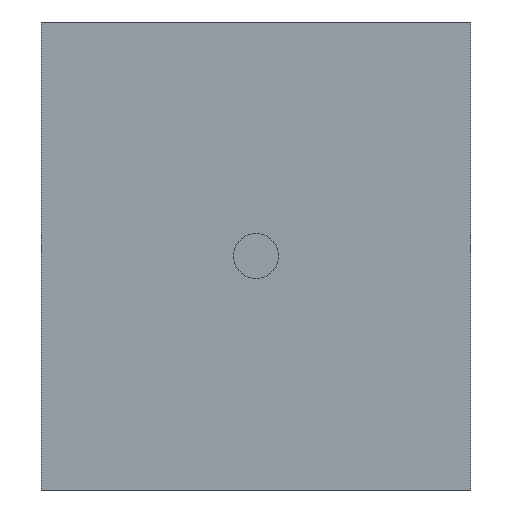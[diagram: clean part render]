
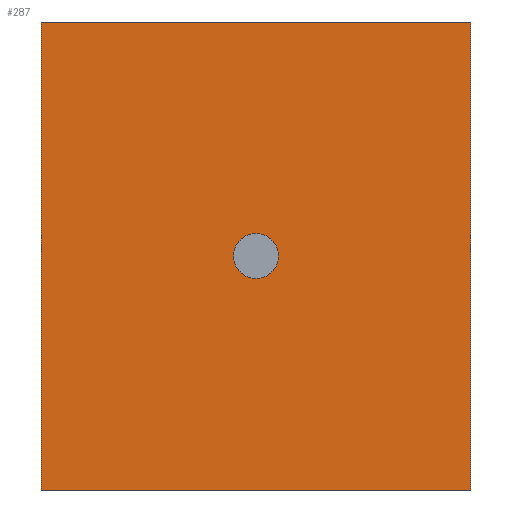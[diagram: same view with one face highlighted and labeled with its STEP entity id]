
A CAD part, left-side view. The second image highlights one B-rep face of the part: STEP entity #287.
In plain terms, the highlighted planar face has unit normal (-1, 0, 0).
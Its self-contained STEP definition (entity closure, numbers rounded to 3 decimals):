
#1 = DIRECTION ( 'NONE',  ( 0., -1., 0. ) ) ;
#2 = EDGE_CURVE ( 'NONE', #133, #145, #141, .T. ) ;
#8 = DIRECTION ( 'NONE',  ( 1., 0., 0. ) ) ;
#13 = CARTESIAN_POINT ( 'NONE',  ( -17.66, 0., 0. ) ) ;
#14 = DIRECTION ( 'NONE',  ( 1., 0., 0. ) ) ;
#15 = DIRECTION ( 'NONE',  ( 0., 0., -1. ) ) ;
#20 = EDGE_CURVE ( 'NONE', #144, #152, #126, .T. ) ;
#48 = CARTESIAN_POINT ( 'NONE',  ( -17.66, 4.365, -4.76 ) ) ;
#49 = CARTESIAN_POINT ( 'NONE',  ( -17.66, -4.365, 4.76 ) ) ;
#50 = CARTESIAN_POINT ( 'NONE',  ( -17.66, 4.365, 4.76 ) ) ;
#71 = DIRECTION ( 'NONE',  ( 1., 0., 0. ) ) ;
#72 = DIRECTION ( 'NONE',  ( 0., 0., -1. ) ) ;
#89 = DIRECTION ( 'NONE',  ( 0., 0., -1. ) ) ;
#96 = CARTESIAN_POINT ( 'NONE',  ( -17.66, -4.365, 4.76 ) ) ;
#100 = PLANE ( 'NONE',  #207 ) ;
#103 = CARTESIAN_POINT ( 'NONE',  ( -17.66, -4.365, -4.76 ) ) ;
#104 = CARTESIAN_POINT ( 'NONE',  ( -17.66, -4.365, 4.76 ) ) ;
#124 = VECTOR ( 'NONE', #1, 1000. ) ;
#126 = LINE ( 'NONE', #103, #124 ) ;
#133 = VERTEX_POINT ( 'NONE', #50 ) ;
#141 = LINE ( 'NONE', #104, #157 ) ;
#144 = VERTEX_POINT ( 'NONE', #48 ) ;
#145 = VERTEX_POINT ( 'NONE', #49 ) ;
#152 = VERTEX_POINT ( 'NONE', #270 ) ;
#157 = VECTOR ( 'NONE', #183, 1000. ) ;
#160 = ORIENTED_EDGE ( 'NONE', *, *, #188, .T. ) ;
#164 = DIRECTION ( 'NONE',  ( 0., 0., -1. ) ) ;
#166 = CARTESIAN_POINT ( 'NONE',  ( -17.66, 0., 0.457 ) ) ;
#170 = CARTESIAN_POINT ( 'NONE',  ( -17.66, 0., -0.457 ) ) ;
#173 = DIRECTION ( 'NONE',  ( 0., 0., -1. ) ) ;
#175 = CARTESIAN_POINT ( 'NONE',  ( -17.66, -4.365, 4.76 ) ) ;
#179 = CARTESIAN_POINT ( 'NONE',  ( -17.66, 0., 0. ) ) ;
#183 = DIRECTION ( 'NONE',  ( 0., -1., 0. ) ) ;
#188 = EDGE_CURVE ( 'NONE', #251, #230, #333, .T. ) ;
#193 = EDGE_CURVE ( 'NONE', #133, #144, #346, .T. ) ;
#204 = AXIS2_PLACEMENT_3D ( 'NONE', #179, #8, #89 ) ;
#207 = AXIS2_PLACEMENT_3D ( 'NONE', #96, #71, #72 ) ;
#214 = EDGE_LOOP ( 'NONE', ( #160, #233 ) ) ;
#215 = EDGE_LOOP ( 'NONE', ( #258, #257, #227, #231 ) ) ;
#227 = ORIENTED_EDGE ( 'NONE', *, *, #2, .F. ) ;
#230 = VERTEX_POINT ( 'NONE', #166 ) ;
#231 = ORIENTED_EDGE ( 'NONE', *, *, #193, .T. ) ;
#233 = ORIENTED_EDGE ( 'NONE', *, *, #272, .T. ) ;
#251 = VERTEX_POINT ( 'NONE', #170 ) ;
#257 = ORIENTED_EDGE ( 'NONE', *, *, #271, .F. ) ;
#258 = ORIENTED_EDGE ( 'NONE', *, *, #20, .T. ) ;
#270 = CARTESIAN_POINT ( 'NONE',  ( -17.66, -4.365, -4.76 ) ) ;
#271 = EDGE_CURVE ( 'NONE', #145, #152, #348, .T. ) ;
#272 = EDGE_CURVE ( 'NONE', #230, #251, #342, .T. ) ;
#285 = AXIS2_PLACEMENT_3D ( 'NONE', #13, #14, #15 ) ;
#287 = ADVANCED_FACE ( 'NONE', ( #319, #314 ), #100, .F. ) ;
#314 = FACE_OUTER_BOUND ( 'NONE', #215, .T. ) ;
#319 = FACE_BOUND ( 'NONE', #214, .T. ) ;
#333 = CIRCLE ( 'NONE', #285, 0.457 ) ;
#338 = VECTOR ( 'NONE', #173, 1000. ) ;
#342 = CIRCLE ( 'NONE', #204, 0.457 ) ;
#343 = VECTOR ( 'NONE', #164, 1000. ) ;
#346 = LINE ( 'NONE', #359, #343 ) ;
#348 = LINE ( 'NONE', #175, #338 ) ;
#359 = CARTESIAN_POINT ( 'NONE',  ( -17.66, 4.365, 4.76 ) ) ;
